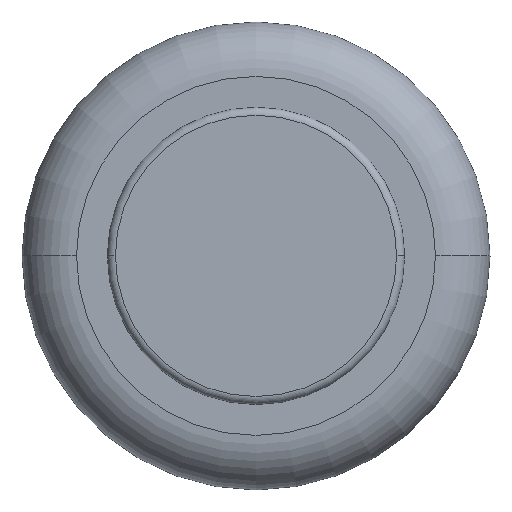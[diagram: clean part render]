
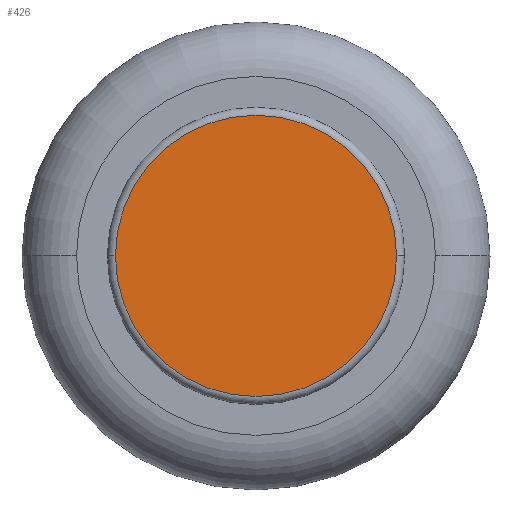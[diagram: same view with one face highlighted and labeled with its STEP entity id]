
A CAD part, top view. The second image highlights one B-rep face of the part: STEP entity #426.
In plain terms, the highlighted planar face has unit normal (0, 0, 1).
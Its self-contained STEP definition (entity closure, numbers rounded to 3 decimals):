
#46=CARTESIAN_POINT('',(0.,0.,21.15));
#47=DIRECTION('',(0.,0.,1.));
#48=DIRECTION('',(1.,0.,0.));
#49=AXIS2_PLACEMENT_3D('',#46,#47,#48);
#56=CARTESIAN_POINT('',(0.,0.,21.15));
#57=DIRECTION('',(0.,0.,-1.));
#58=DIRECTION('',(1.,0.,0.));
#59=AXIS2_PLACEMENT_3D('',#56,#57,#58);
#341=CARTESIAN_POINT('',(8.75,0.,21.15));
#343=VERTEX_POINT('',#341);
#378=CARTESIAN_POINT('',(-8.75,0.,21.15));
#380=VERTEX_POINT('',#378);
#415=CARTESIAN_POINT('',(0.,0.,21.15));
#416=DIRECTION('',(0.,0.,-1.));
#417=DIRECTION('',(1.,0.,0.));
#418=AXIS2_PLACEMENT_3D('',#415,#416,#417);
#419=PLANE('',#418);
#421=ORIENTED_EDGE('',*,*,#420,.F.);
#423=ORIENTED_EDGE('',*,*,#422,.T.);
#424=EDGE_LOOP('',(#421,#423));
#425=FACE_OUTER_BOUND('',#424,.F.);
#50=CIRCLE('',#49,8.75);
#60=CIRCLE('',#59,8.75);
#420=EDGE_CURVE('',#343,#380,#50,.T.);
#422=EDGE_CURVE('',#343,#380,#60,.T.);
#426=ADVANCED_FACE('',(#425),#419,.F.);
